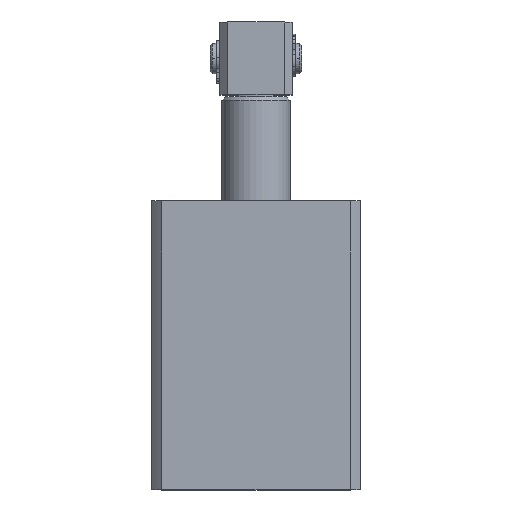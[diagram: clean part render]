
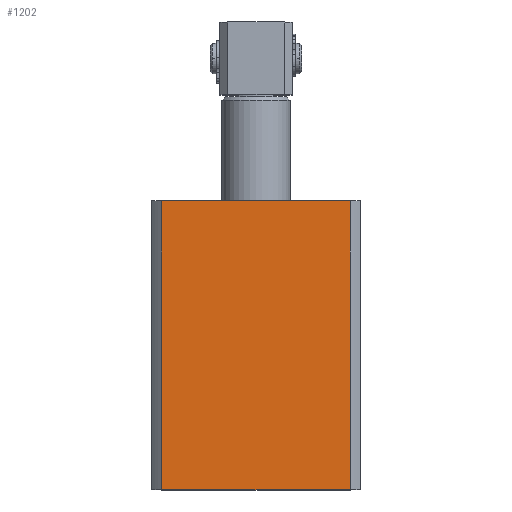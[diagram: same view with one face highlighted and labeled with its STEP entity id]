
A CAD part, top view. The second image highlights one B-rep face of the part: STEP entity #1202.
In plain terms, the highlighted planar face has unit normal (0, 0, 1).
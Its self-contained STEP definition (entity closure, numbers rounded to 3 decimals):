
#127 = CARTESIAN_POINT ( 'NONE',  ( -27.5, 0., 27.5 ) ) ;
#159 = CARTESIAN_POINT ( 'NONE',  ( -24.754, 0., 27.5 ) ) ;
#430 = CARTESIAN_POINT ( 'NONE',  ( -24.754, 76., 27.5 ) ) ;
#488 = CARTESIAN_POINT ( 'NONE',  ( 24.754, 76., 27.5 ) ) ;
#782 = DIRECTION ( 'NONE',  ( -1., 0., 0. ) ) ;
#783 = DIRECTION ( 'NONE',  ( 0., 0., -1. ) ) ;
#787 = PLANE ( 'NONE',  #5020 ) ;
#789 = CARTESIAN_POINT ( 'NONE',  ( -27.5, 76., 27.5 ) ) ;
#1011 = VERTEX_POINT ( 'NONE', #4906 ) ;
#1085 = EDGE_CURVE ( 'NONE', #2160, #3194, #2429, .T. ) ;
#1087 = EDGE_CURVE ( 'NONE', #3183, #1011, #2431, .T. ) ;
#1202 = ADVANCED_FACE ( 'NONE', ( #5931 ), #787, .F. ) ;
#2055 = DIRECTION ( 'NONE',  ( 0., -1., 0. ) ) ;
#2062 = DIRECTION ( 'NONE',  ( 0., 1., 0. ) ) ;
#2063 = CARTESIAN_POINT ( 'NONE',  ( -24.754, 0., 27.5 ) ) ;
#2076 = CARTESIAN_POINT ( 'NONE',  ( 24.754, 0., 27.5 ) ) ;
#2160 = VERTEX_POINT ( 'NONE', #159 ) ;
#2422 = VECTOR ( 'NONE', #2055, 1000. ) ;
#2426 = VECTOR ( 'NONE', #2062, 1000. ) ;
#2429 = LINE ( 'NONE', #2063, #2426 ) ;
#2431 = LINE ( 'NONE', #2076, #2422 ) ;
#3183 = VERTEX_POINT ( 'NONE', #488 ) ;
#3194 = VERTEX_POINT ( 'NONE', #430 ) ;
#3728 = DIRECTION ( 'NONE',  ( 1., 0., 0. ) ) ;
#4100 = CARTESIAN_POINT ( 'NONE',  ( -27.5, 76., 27.5 ) ) ;
#4107 = DIRECTION ( 'NONE',  ( 1., 0., 0. ) ) ;
#4240 = LINE ( 'NONE', #4100, #4244 ) ;
#4244 = VECTOR ( 'NONE', #4107, 1000. ) ;
#4552 = EDGE_CURVE ( 'NONE', #2160, #1011, #5518, .T. ) ;
#4906 = CARTESIAN_POINT ( 'NONE',  ( 24.754, 0., 27.5 ) ) ;
#5020 = AXIS2_PLACEMENT_3D ( 'NONE', #789, #783, #782 ) ;
#5518 = LINE ( 'NONE', #127, #5522 ) ;
#5522 = VECTOR ( 'NONE', #3728, 1000. ) ;
#5740 = ORIENTED_EDGE ( 'NONE', *, *, #1087, .F. ) ;
#5751 = ORIENTED_EDGE ( 'NONE', *, *, #5904, .F. ) ;
#5789 = ORIENTED_EDGE ( 'NONE', *, *, #1085, .F. ) ;
#5800 = ORIENTED_EDGE ( 'NONE', *, *, #4552, .T. ) ;
#5904 = EDGE_CURVE ( 'NONE', #3194, #3183, #4240, .T. ) ;
#5931 = FACE_OUTER_BOUND ( 'NONE', #6206, .T. ) ;
#6206 = EDGE_LOOP ( 'NONE', ( #5789, #5800, #5740, #5751 ) ) ;
